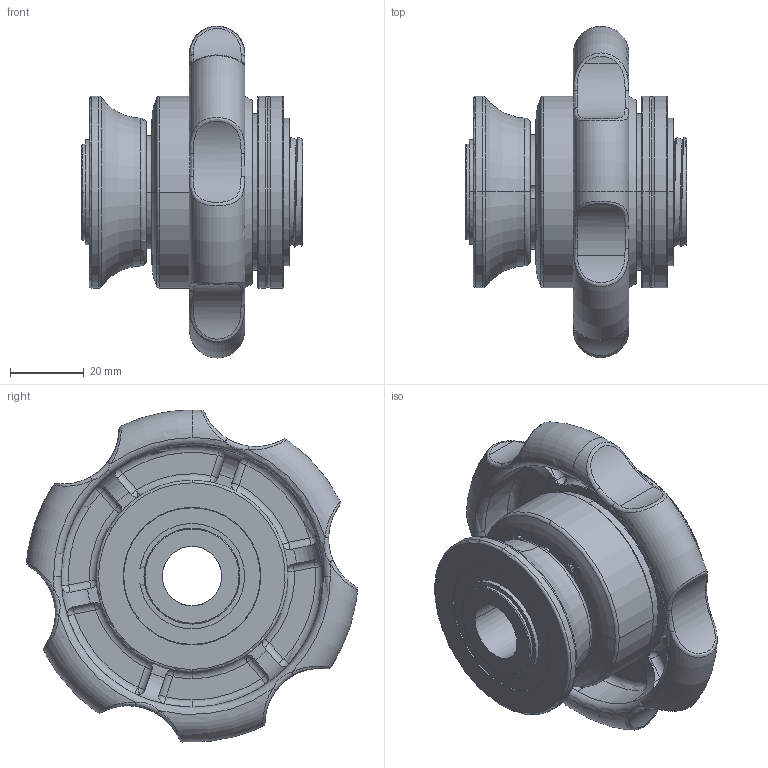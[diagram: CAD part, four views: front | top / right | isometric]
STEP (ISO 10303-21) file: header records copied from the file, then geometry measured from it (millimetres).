
FILE_DESCRIPTION (( 'STEP AP214' ), '1' );
FILE_NAME ('EL-III-16-S-00.STEP', '2020-10-20T14:23:15', ( '' ), ( '' ), 'SwSTEP 2.0', 'SolidWorks 2020', '' );
FILE_SCHEMA (( 'AUTOMOTIVE_DESIGN' ));
Length unit declared in the file: millimetre
Products named in the file (1): EL-III-16-S-00
Bounding box: 59.9 x 89.69 x 89.93 mm (x, y, z)
Volume: 94933.3 mm3; surface area: 61028.4 mm2
Topology: 37 solids, 37 shells, 1268 faces, 3312 edges, 2087 vertices
Faces by surface type: plane 490, cylinder 315, bspline 298, cone 83, torus 55, sphere 27
Entity records: 61324 total; most frequent: CARTESIAN_POINT 28669, ORIENTED_EDGE 6402, DIRECTION 5526, EDGE_CURVE 3201, VERTEX_POINT 2081, AXIS2_PLACEMENT_3D 1916, VECTOR 1694, LINE 1694
